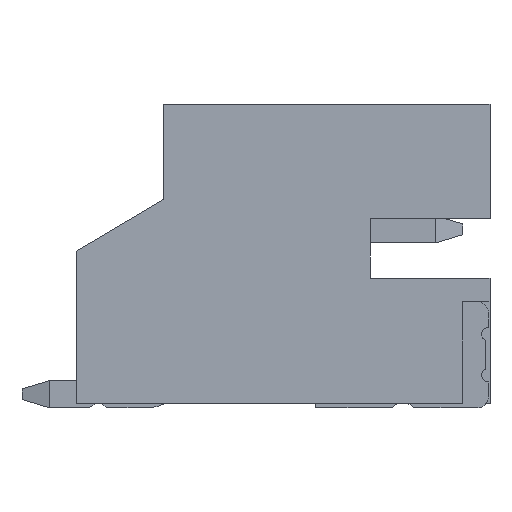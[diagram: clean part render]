
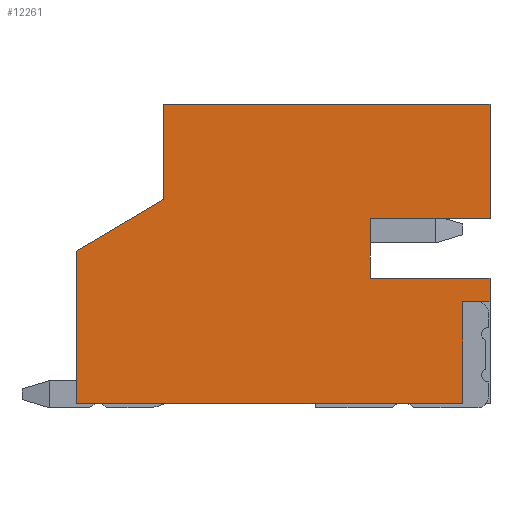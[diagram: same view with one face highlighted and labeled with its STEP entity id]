
A CAD part, left-side view. The second image highlights one B-rep face of the part: STEP entity #12261.
In plain terms, the highlighted face is planar.
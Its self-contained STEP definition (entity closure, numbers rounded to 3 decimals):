
#1072=ORIENTED_EDGE('',*,*,#3335,.F.);
#1073=ORIENTED_EDGE('',*,*,#3373,.T.);
#1074=ORIENTED_EDGE('',*,*,#3412,.F.);
#1075=ORIENTED_EDGE('',*,*,#3361,.F.);
#1076=ORIENTED_EDGE('',*,*,#3366,.F.);
#1077=ORIENTED_EDGE('',*,*,#3368,.F.);
#1078=ORIENTED_EDGE('',*,*,#3413,.F.);
#1079=ORIENTED_EDGE('',*,*,#3414,.F.);
#1080=ORIENTED_EDGE('',*,*,#3415,.F.);
#1081=ORIENTED_EDGE('',*,*,#3301,.T.);
#1082=ORIENTED_EDGE('',*,*,#3298,.T.);
#1083=ORIENTED_EDGE('',*,*,#3416,.F.);
#3298=EDGE_CURVE('',#4495,#4496,#5366,.T.);
#3301=EDGE_CURVE('',#4497,#4495,#5369,.T.);
#3335=EDGE_CURVE('',#4523,#4524,#5403,.T.);
#3361=EDGE_CURVE('',#4545,#4546,#5429,.T.);
#3366=EDGE_CURVE('',#4548,#4545,#5434,.T.);
#3368=EDGE_CURVE('',#4549,#4548,#5436,.T.);
#3373=EDGE_CURVE('',#4523,#4553,#5441,.T.);
#3412=EDGE_CURVE('',#4546,#4553,#5476,.T.);
#3413=EDGE_CURVE('',#4568,#4549,#5477,.T.);
#3414=EDGE_CURVE('',#4569,#4568,#5478,.T.);
#3415=EDGE_CURVE('',#4497,#4569,#5479,.T.);
#3416=EDGE_CURVE('',#4524,#4496,#5480,.T.);
#4495=VERTEX_POINT('',#16622);
#4496=VERTEX_POINT('',#16623);
#4497=VERTEX_POINT('',#16628);
#4523=VERTEX_POINT('',#16697);
#4524=VERTEX_POINT('',#16699);
#4545=VERTEX_POINT('',#16753);
#4546=VERTEX_POINT('',#16755);
#4548=VERTEX_POINT('',#16762);
#4549=VERTEX_POINT('',#16766);
#4553=VERTEX_POINT('',#16776);
#4568=VERTEX_POINT('',#16839);
#4569=VERTEX_POINT('',#16841);
#5366=LINE('',#16621,#6466);
#5369=LINE('',#16627,#6469);
#5403=LINE('',#16698,#6503);
#5429=LINE('',#16754,#6529);
#5434=LINE('',#16763,#6534);
#5436=LINE('',#16767,#6536);
#5441=LINE('',#16777,#6541);
#5476=LINE('',#16837,#6576);
#5477=LINE('',#16838,#6577);
#5478=LINE('',#16840,#6578);
#5479=LINE('',#16842,#6579);
#5480=LINE('',#16843,#6580);
#6466=VECTOR('',#14024,1000.);
#6469=VECTOR('',#14029,1000.);
#6503=VECTOR('',#14083,1000.);
#6529=VECTOR('',#14125,1000.);
#6534=VECTOR('',#14132,1000.);
#6536=VECTOR('',#14136,1000.);
#6541=VECTOR('',#14143,1000.);
#6576=VECTOR('',#14200,1000.);
#6577=VECTOR('',#14201,1000.);
#6578=VECTOR('',#14202,1000.);
#6579=VECTOR('',#14203,1000.);
#6580=VECTOR('',#14204,1000.);
#7381=EDGE_LOOP('',(#1072,#1073,#1074,#1075,#1076,#1077,#1078,#1079,#1080,
#1081,#1082,#1083));
#7885=FACE_BOUND('',#7381,.T.);
#8389=PLANE('',#12815);
#12261=ADVANCED_FACE('',(#7885),#8389,.F.);
#12815=AXIS2_PLACEMENT_3D('',#16836,#14198,#14199);
#14024=DIRECTION('',(0.,1.,0.));
#14029=DIRECTION('',(0.,0.511,-0.86));
#14083=DIRECTION('',(0.,1.,0.));
#14125=DIRECTION('',(0.,0.,1.));
#14132=DIRECTION('',(0.,1.,0.));
#14136=DIRECTION('',(0.,0.,-1.));
#14143=DIRECTION('',(0.,0.,1.));
#14198=DIRECTION('',(-1.,0.,0.));
#14199=DIRECTION('',(0.,0.,1.));
#14200=DIRECTION('',(0.,1.,0.));
#14201=DIRECTION('',(0.,1.,0.));
#14202=DIRECTION('',(0.,0.,1.));
#14203=DIRECTION('',(0.,-1.,0.));
#14204=DIRECTION('',(0.,0.,-1.));
#16621=CARTESIAN_POINT('',(12.,-0.05,-4.6));
#16622=CARTESIAN_POINT('',(12.,-0.05,-4.6));
#16623=CARTESIAN_POINT('',(12.,2.75,-4.6));
#16627=CARTESIAN_POINT('',(12.,-1.,-3.));
#16628=CARTESIAN_POINT('',(12.,-1.,-3.));
#16697=CARTESIAN_POINT('',(12.,0.88,2.5));
#16698=CARTESIAN_POINT('',(12.,0.88,2.5));
#16699=CARTESIAN_POINT('',(12.,2.75,2.5));
#16753=CARTESIAN_POINT('',(12.,0.45,0.8));
#16754=CARTESIAN_POINT('',(12.,0.45,0.8));
#16755=CARTESIAN_POINT('',(12.,0.45,3.));
#16762=CARTESIAN_POINT('',(12.,-0.65,0.8));
#16763=CARTESIAN_POINT('',(12.,-0.65,0.8));
#16766=CARTESIAN_POINT('',(12.,-0.65,3.));
#16767=CARTESIAN_POINT('',(12.,-0.65,3.));
#16776=CARTESIAN_POINT('',(12.,0.88,3.));
#16777=CARTESIAN_POINT('',(12.,0.88,2.5));
#16836=CARTESIAN_POINT('',(12.,0.,0.));
#16837=CARTESIAN_POINT('',(12.,-2.75,3.));
#16838=CARTESIAN_POINT('',(12.,-2.75,3.));
#16839=CARTESIAN_POINT('',(12.,-2.75,3.));
#16840=CARTESIAN_POINT('',(12.,-2.75,-3.));
#16841=CARTESIAN_POINT('',(12.,-2.75,-3.));
#16842=CARTESIAN_POINT('',(12.,2.75,-3.));
#16843=CARTESIAN_POINT('',(12.,2.75,3.));
